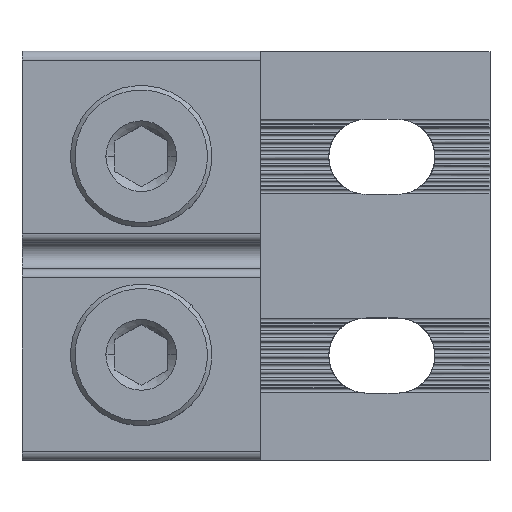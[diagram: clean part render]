
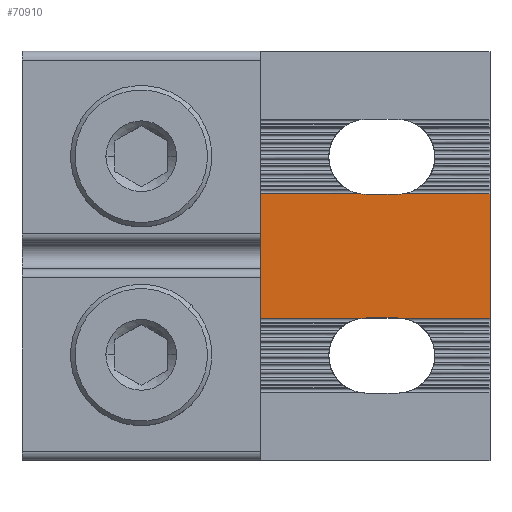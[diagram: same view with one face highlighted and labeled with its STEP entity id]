
A CAD part, top view. The second image highlights one B-rep face of the part: STEP entity #70910.
In plain terms, the highlighted planar face has unit normal (0, 0, 1).
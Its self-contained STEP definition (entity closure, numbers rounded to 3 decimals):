
#19040=CARTESIAN_POINT('',(30.75,4.205,
18.7));
#19050=VERTEX_POINT('',#19040);
#19080=CARTESIAN_POINT('',(30.75,0.,18.7));
#19090=DIRECTION('',(0.,-1.,0.));
#19100=VECTOR('',#19090,1.);
#19110=LINE('',#19080,#19100);
#19120=CARTESIAN_POINT('',(30.75,18.295,
18.7));
#19130=VERTEX_POINT('',#19120);
#19140=EDGE_CURVE('',#19130,#19050,#19110,.T.);
#34600=CARTESIAN_POINT('',(4.75,4.205,
18.7));
#34610=VERTEX_POINT('',#34600);
#34640=CARTESIAN_POINT('',(-22.25,4.205,
18.7));
#34650=DIRECTION('',(-1.,0.,0.));
#34660=VECTOR('',#34650,1.);
#34670=LINE('',#34640,#34660);
#34680=CARTESIAN_POINT('',(16.134,4.205,
18.7));
#34690=VERTEX_POINT('',#34680);
#34700=EDGE_CURVE('',#34690,#34610,#34670,.T.);
#54940=CARTESIAN_POINT('',(-22.25,18.295,
18.7));
#54950=DIRECTION('',(1.,0.,0.));
#54960=VECTOR('',#54950,1.);
#54970=LINE('',#54940,#54960);
#54980=CARTESIAN_POINT('',(20.866,18.295,
18.7));
#54990=VERTEX_POINT('',#54980);
#55000=EDGE_CURVE('',#54990,#19130,#54970,.T.);
#65680=CARTESIAN_POINT('',(4.75,-15.6,18.7));
#65690=DIRECTION('',(0.,1.,0.));
#65700=VECTOR('',#65690,1.);
#65710=LINE('',#65680,#65700);
#65880=CARTESIAN_POINT('',(39.75,37.,18.7));
#65890=DIRECTION('',(0.,-0.,1.));
#65900=DIRECTION('',(0.,1.,0.));
#65910=AXIS2_PLACEMENT_3D('',#65880,#65890,#65900);
#65920=PLANE('',#65910);
#70260=ORIENTED_EDGE('',*,*,#19140,.F.);
#70270=CARTESIAN_POINT('',(20.866,4.205,
18.7));
#70280=VERTEX_POINT('',#70270);
#70290=EDGE_CURVE('',#19050,#70280,#34670,.T.);
#70300=ORIENTED_EDGE('',*,*,#70290,.F.);
#70310=CARTESIAN_POINT('',(20.25,0.,
18.7));
#70320=DIRECTION('',(0.,0.,1.));
#70330=DIRECTION('',(0.,-1.,0.));
#70340=AXIS2_PLACEMENT_3D('',#70310,#70320,#70330);
#70350=CIRCLE('',#70340,4.25);
#70360=CARTESIAN_POINT('',(20.25,4.25,
18.7));
#70370=VERTEX_POINT('',#70360);
#70380=EDGE_CURVE('',#70280,#70370,#70350,.T.);
#70390=ORIENTED_EDGE('',*,*,#70380,.F.);
#70400=CARTESIAN_POINT('',(0.,4.25,18.7));
#70410=DIRECTION('',(-1.,0.,0.));
#70420=VECTOR('',#70410,1.);
#70430=LINE('',#70400,#70420);
#70440=CARTESIAN_POINT('',(16.75,4.25,
18.7));
#70450=VERTEX_POINT('',#70440);
#70460=EDGE_CURVE('',#70370,#70450,#70430,.T.);
#70470=ORIENTED_EDGE('',*,*,#70460,.F.);
#70480=CARTESIAN_POINT('',(16.75,0.,
18.7));
#70490=DIRECTION('',(0.,-0.,-1.));
#70500=DIRECTION('',(0.,-1.,0.));
#70510=AXIS2_PLACEMENT_3D('',#70480,#70490,#70500);
#70520=CIRCLE('',#70510,4.25);
#70530=EDGE_CURVE('',#34690,#70450,#70520,.T.);
#70540=ORIENTED_EDGE('',*,*,#70530,.T.);
#70550=ORIENTED_EDGE('',*,*,#34700,.F.);
#70560=CARTESIAN_POINT('',(4.75,18.295,
18.7));
#70570=VERTEX_POINT('',#70560);
#70580=EDGE_CURVE('',#34610,#70570,#65710,.T.);
#70590=ORIENTED_EDGE('',*,*,#70580,.F.);
#70600=CARTESIAN_POINT('',(16.134,18.295,
18.7));
#70610=VERTEX_POINT('',#70600);
#70620=EDGE_CURVE('',#70570,#70610,#54970,.T.);
#70630=ORIENTED_EDGE('',*,*,#70620,.F.);
#70640=CARTESIAN_POINT('',(16.75,22.5,18.7));
#70650=DIRECTION('',(0.,0.,1.));
#70660=DIRECTION('',(0.,1.,0.));
#70670=AXIS2_PLACEMENT_3D('',#70640,#70650,#70660);
#70680=CIRCLE('',#70670,4.25);
#70690=CARTESIAN_POINT('',(16.75,18.25,18.7));
#70700=VERTEX_POINT('',#70690);
#70710=EDGE_CURVE('',#70610,#70700,#70680,.T.);
#70720=ORIENTED_EDGE('',*,*,#70710,.F.);
#70730=CARTESIAN_POINT('',(0.,18.25,18.7));
#70740=DIRECTION('',(1.,0.,0.));
#70750=VECTOR('',#70740,1.);
#70760=LINE('',#70730,#70750);
#70770=CARTESIAN_POINT('',(20.25,18.25,18.7));
#70780=VERTEX_POINT('',#70770);
#70790=EDGE_CURVE('',#70700,#70780,#70760,.T.);
#70800=ORIENTED_EDGE('',*,*,#70790,.F.);
#70810=CARTESIAN_POINT('',(20.25,22.5,18.7));
#70820=DIRECTION('',(0.,-0.,-1.));
#70830=DIRECTION('',(0.,1.,0.));
#70840=AXIS2_PLACEMENT_3D('',#70810,#70820,#70830);
#70850=CIRCLE('',#70840,4.25);
#70860=EDGE_CURVE('',#54990,#70780,#70850,.T.);
#70870=ORIENTED_EDGE('',*,*,#70860,.T.);
#70880=ORIENTED_EDGE('',*,*,#55000,.F.);
#70890=EDGE_LOOP('',(#70880,#70870,#70800,#70720,#70630,#70590,#70550,
#70540,#70470,#70390,#70300,#70260));
#70900=FACE_OUTER_BOUND('',#70890,.T.);
#70910=ADVANCED_FACE('',(#70900),#65920,.T.);
